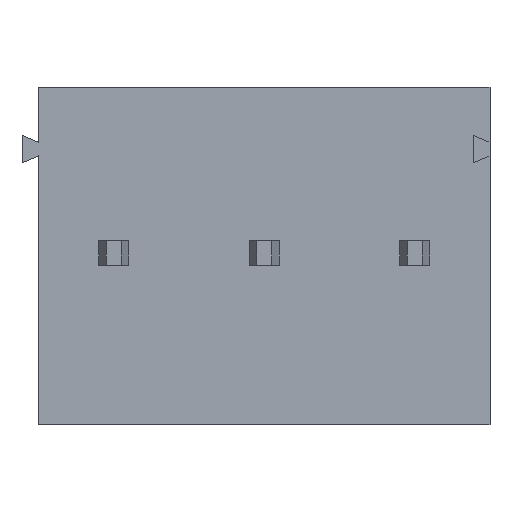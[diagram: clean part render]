
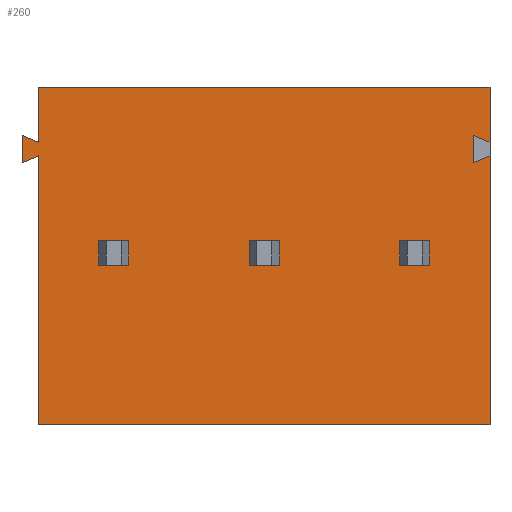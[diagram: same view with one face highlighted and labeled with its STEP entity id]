
A CAD part, front view. The second image highlights one B-rep face of the part: STEP entity #260.
In plain terms, the highlighted planar face has unit normal (0, -1, 0).
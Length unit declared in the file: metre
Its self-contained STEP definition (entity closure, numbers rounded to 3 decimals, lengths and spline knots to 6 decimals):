
#260=ADVANCED_FACE('',(#621,#622,#623,#624),#625,.T.);
#621=FACE_BOUND('',#1090,.T.);
#622=FACE_OUTER_BOUND('',#1091,.T.);
#623=FACE_BOUND('',#1092,.T.);
#624=FACE_BOUND('',#1093,.T.);
#625=PLANE('',#1094);
#1090=EDGE_LOOP('',(#1830,#1831,#1832,#1833));
#1091=EDGE_LOOP('',(#1834,#1835,#1836,#1837,#1838,#1839,#1840,#1841,#1842,#1843,#1844,#1845));
#1092=EDGE_LOOP('',(#1846,#1847,#1848,#1849));
#1093=EDGE_LOOP('',(#1850,#1851,#1852,#1853));
#1094=AXIS2_PLACEMENT_3D('',#1854,#1855,#1856);
#1830=ORIENTED_EDGE('',*,*,#2959,.T.);
#1831=ORIENTED_EDGE('',*,*,#2960,.T.);
#1832=ORIENTED_EDGE('',*,*,#2961,.F.);
#1833=ORIENTED_EDGE('',*,*,#2962,.F.);
#1834=ORIENTED_EDGE('',*,*,#2963,.F.);
#1835=ORIENTED_EDGE('',*,*,#2964,.F.);
#1836=ORIENTED_EDGE('',*,*,#2829,.T.);
#1837=ORIENTED_EDGE('',*,*,#2726,.F.);
#1838=ORIENTED_EDGE('',*,*,#2965,.T.);
#1839=ORIENTED_EDGE('',*,*,#2966,.T.);
#1840=ORIENTED_EDGE('',*,*,#2920,.T.);
#1841=ORIENTED_EDGE('',*,*,#2967,.T.);
#1842=ORIENTED_EDGE('',*,*,#2968,.T.);
#1843=ORIENTED_EDGE('',*,*,#2969,.T.);
#1844=ORIENTED_EDGE('',*,*,#2823,.T.);
#1845=ORIENTED_EDGE('',*,*,#2970,.F.);
#1846=ORIENTED_EDGE('',*,*,#2971,.T.);
#1847=ORIENTED_EDGE('',*,*,#2972,.F.);
#1848=ORIENTED_EDGE('',*,*,#2973,.F.);
#1849=ORIENTED_EDGE('',*,*,#2974,.T.);
#1850=ORIENTED_EDGE('',*,*,#2902,.T.);
#1851=ORIENTED_EDGE('',*,*,#2935,.F.);
#1852=ORIENTED_EDGE('',*,*,#2975,.F.);
#1853=ORIENTED_EDGE('',*,*,#2976,.T.);
#1854=CARTESIAN_POINT('',(0.04,0.0,-0.0125));
#1855=DIRECTION('',(0.0,-1.0,0.));
#1856=DIRECTION('',(0.0,0.,-1.0));
#2726=EDGE_CURVE('',#3239,#3241,#3242,.T.);
#2823=EDGE_CURVE('',#3415,#3413,#3416,.T.);
#2829=EDGE_CURVE('',#3408,#3241,#3425,.T.);
#2902=EDGE_CURVE('',#3531,#3539,#3541,.T.);
#2920=EDGE_CURVE('',#3572,#3569,#3573,.T.);
#2935=EDGE_CURVE('',#3591,#3539,#3593,.T.);
#2959=EDGE_CURVE('',#3629,#3630,#3631,.T.);
#2960=EDGE_CURVE('',#3630,#3632,#3633,.T.);
#2961=EDGE_CURVE('',#3634,#3632,#3635,.T.);
#2962=EDGE_CURVE('',#3629,#3634,#3636,.T.);
#2963=EDGE_CURVE('',#3637,#3638,#3639,.T.);
#2964=EDGE_CURVE('',#3408,#3637,#3640,.T.);
#2965=EDGE_CURVE('',#3239,#3641,#3642,.T.);
#2966=EDGE_CURVE('',#3641,#3572,#3643,.T.);
#2967=EDGE_CURVE('',#3569,#3644,#3645,.T.);
#2968=EDGE_CURVE('',#3644,#3646,#3647,.T.);
#2969=EDGE_CURVE('',#3646,#3415,#3648,.T.);
#2970=EDGE_CURVE('',#3638,#3413,#3649,.T.);
#2971=EDGE_CURVE('',#3650,#3651,#3652,.T.);
#2972=EDGE_CURVE('',#3653,#3651,#3654,.T.);
#2973=EDGE_CURVE('',#3655,#3653,#3656,.T.);
#2974=EDGE_CURVE('',#3655,#3650,#3657,.T.);
#2975=EDGE_CURVE('',#3658,#3591,#3659,.T.);
#2976=EDGE_CURVE('',#3658,#3531,#3660,.T.);
#3239=VERTEX_POINT('',#3997);
#3241=VERTEX_POINT('',#4000);
#3242=LINE('',#4001,#4002);
#3408=VERTEX_POINT('',#4241);
#3413=VERTEX_POINT('',#4248);
#3415=VERTEX_POINT('',#4251);
#3416=LINE('',#4252,#4253);
#3425=LINE('',#4267,#4268);
#3531=VERTEX_POINT('',#4425);
#3539=VERTEX_POINT('',#4437);
#3541=LINE('',#4440,#4441);
#3569=VERTEX_POINT('',#4479);
#3572=VERTEX_POINT('',#4483);
#3573=LINE('',#4484,#4485);
#3591=VERTEX_POINT('',#4512);
#3593=LINE('',#4515,#4516);
#3629=VERTEX_POINT('',#4567);
#3630=VERTEX_POINT('',#4568);
#3631=LINE('',#4569,#4570);
#3632=VERTEX_POINT('',#4571);
#3633=LINE('',#4572,#4573);
#3634=VERTEX_POINT('',#4574);
#3635=LINE('',#4575,#4576);
#3636=LINE('',#4577,#4578);
#3637=VERTEX_POINT('',#4579);
#3638=VERTEX_POINT('',#4580);
#3639=LINE('',#4581,#4582);
#3640=LINE('',#4583,#4584);
#3641=VERTEX_POINT('',#4585);
#3642=LINE('',#4586,#4587);
#3643=LINE('',#4588,#4589);
#3644=VERTEX_POINT('',#4590);
#3645=LINE('',#4591,#4592);
#3646=VERTEX_POINT('',#4593);
#3647=LINE('',#4594,#4595);
#3648=LINE('',#4596,#4597);
#3649=LINE('',#4598,#4599);
#3650=VERTEX_POINT('',#4600);
#3651=VERTEX_POINT('',#4601);
#3652=LINE('',#4602,#4603);
#3653=VERTEX_POINT('',#4604);
#3654=LINE('',#4605,#4606);
#3655=VERTEX_POINT('',#4607);
#3656=LINE('',#4608,#4609);
#3657=LINE('',#4610,#4611);
#3658=VERTEX_POINT('',#4612);
#3659=LINE('',#4613,#4614);
#3660=LINE('',#4615,#4616);
#3997=CARTESIAN_POINT('',(0.0,0.0,0.));
#4000=CARTESIAN_POINT('',(0.015,0.0,0.0));
#4001=CARTESIAN_POINT('',(0.04,0.0,0.0));
#4002=VECTOR('',#5078,1.0);
#4241=CARTESIAN_POINT('',(0.015,0.0,-0.001825));
#4248=CARTESIAN_POINT('',(0.015,0.0,-0.002275));
#4251=CARTESIAN_POINT('',(0.015,0.0,-0.0112));
#4252=CARTESIAN_POINT('',(0.015,0.0,-0.0125));
#4253=VECTOR('',#5170,1.0);
#4267=CARTESIAN_POINT('',(0.015,0.0,-0.0125));
#4268=VECTOR('',#5176,1.0);
#4425=CARTESIAN_POINT('',(0.008,0.0,-0.0059));
#4437=CARTESIAN_POINT('',(0.007,0.0,-0.0059));
#4440=CARTESIAN_POINT('',(0.007,0.0,-0.0059));
#4441=VECTOR('',#5236,1.0);
#4479=CARTESIAN_POINT('',(-0.00055,0.0,-0.002504));
#4483=CARTESIAN_POINT('',(-0.00055,0.0,-0.001596));
#4484=CARTESIAN_POINT('',(-0.00055,0.0,-0.002504));
#4485=VECTOR('',#5254,1.0);
#4512=CARTESIAN_POINT('',(0.007,0.0,-0.0051));
#4515=CARTESIAN_POINT('',(0.007,0.0,-0.0051));
#4516=VECTOR('',#5265,1.0);
#4567=CARTESIAN_POINT('',(0.003,0.0,-0.0051));
#4568=CARTESIAN_POINT('',(0.003,0.0,-0.0059));
#4569=CARTESIAN_POINT('',(0.003,0.0,-0.0051));
#4570=VECTOR('',#5284,1.0);
#4571=CARTESIAN_POINT('',(0.002,0.0,-0.0059));
#4572=CARTESIAN_POINT('',(0.002,0.0,-0.0059));
#4573=VECTOR('',#5285,1.0);
#4574=CARTESIAN_POINT('',(0.002,0.0,-0.0051));
#4575=CARTESIAN_POINT('',(0.002,0.0,-0.0051));
#4576=VECTOR('',#5286,1.0);
#4577=CARTESIAN_POINT('',(0.002,0.0,-0.0051));
#4578=VECTOR('',#5287,1.0);
#4579=CARTESIAN_POINT('',(0.01445,0.0,-0.001596));
#4580=CARTESIAN_POINT('',(0.01445,0.0,-0.002504));
#4581=CARTESIAN_POINT('',(0.01445,0.0,-0.002504));
#4582=VECTOR('',#5288,1.0);
#4583=CARTESIAN_POINT('',(0.01445,0.0,-0.001596));
#4584=VECTOR('',#5289,1.0);
#4585=CARTESIAN_POINT('',(0.0,0.0,-0.001825));
#4586=CARTESIAN_POINT('',(0.0,0.0,-0.0125));
#4587=VECTOR('',#5290,1.0);
#4588=CARTESIAN_POINT('',(-0.00055,0.0,-0.001596));
#4589=VECTOR('',#5291,1.0);
#4590=CARTESIAN_POINT('',(0.0,0.0,-0.002275));
#4591=CARTESIAN_POINT('',(0.0,0.0,-0.002275));
#4592=VECTOR('',#5292,1.0);
#4593=CARTESIAN_POINT('',(0.0,0.0,-0.0112));
#4594=CARTESIAN_POINT('',(0.0,0.0,-0.0125));
#4595=VECTOR('',#5293,1.0);
#4596=CARTESIAN_POINT('',(0.04,0.0,-0.0112));
#4597=VECTOR('',#5294,1.0);
#4598=CARTESIAN_POINT('',(0.015,0.0,-0.002275));
#4599=VECTOR('',#5295,1.0);
#4600=CARTESIAN_POINT('',(0.013,0.0,-0.0059));
#4601=CARTESIAN_POINT('',(0.012,0.0,-0.0059));
#4602=CARTESIAN_POINT('',(0.012,0.0,-0.0059));
#4603=VECTOR('',#5296,1.0);
#4604=CARTESIAN_POINT('',(0.012,0.0,-0.0051));
#4605=CARTESIAN_POINT('',(0.012,0.0,-0.0051));
#4606=VECTOR('',#5297,1.0);
#4607=CARTESIAN_POINT('',(0.013,0.0,-0.0051));
#4608=CARTESIAN_POINT('',(0.012,0.0,-0.0051));
#4609=VECTOR('',#5298,1.0);
#4610=CARTESIAN_POINT('',(0.013,0.0,-0.0051));
#4611=VECTOR('',#5299,1.0);
#4612=CARTESIAN_POINT('',(0.008,0.0,-0.0051));
#4613=CARTESIAN_POINT('',(0.007,0.0,-0.0051));
#4614=VECTOR('',#5300,1.0);
#4615=CARTESIAN_POINT('',(0.008,0.0,-0.0051));
#4616=VECTOR('',#5301,1.0);
#5078=DIRECTION('',(1.0,0.,0.));
#5170=DIRECTION('',(0.0,0.,1.0));
#5176=DIRECTION('',(0.0,0.,1.0));
#5236=DIRECTION('',(-1.0,0.,0.));
#5254=DIRECTION('',(0.,0.,-1.0));
#5265=DIRECTION('',(0.,0.,-1.0));
#5284=DIRECTION('',(0.,0.,-1.0));
#5285=DIRECTION('',(-1.0,0.,0.));
#5286=DIRECTION('',(0.,0.,-1.0));
#5287=DIRECTION('',(-1.0,0.,0.));
#5288=DIRECTION('',(0.,0.,-1.0));
#5289=DIRECTION('',(-0.923,0.,0.384));
#5290=DIRECTION('',(0.,0.,-1.0));
#5291=DIRECTION('',(-0.923,0.,0.384));
#5292=DIRECTION('',(0.923,0.,0.384));
#5293=DIRECTION('',(0.,0.,-1.0));
#5294=DIRECTION('',(1.0,0.,0.));
#5295=DIRECTION('',(0.923,0.,0.384));
#5296=DIRECTION('',(-1.0,0.,0.));
#5297=DIRECTION('',(0.,0.,-1.0));
#5298=DIRECTION('',(-1.0,0.,0.));
#5299=DIRECTION('',(0.,0.,-1.0));
#5300=DIRECTION('',(-1.0,0.,0.));
#5301=DIRECTION('',(0.,0.,-1.0));
